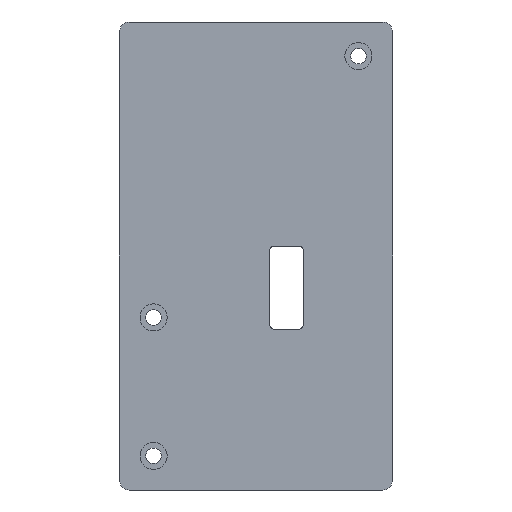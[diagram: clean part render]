
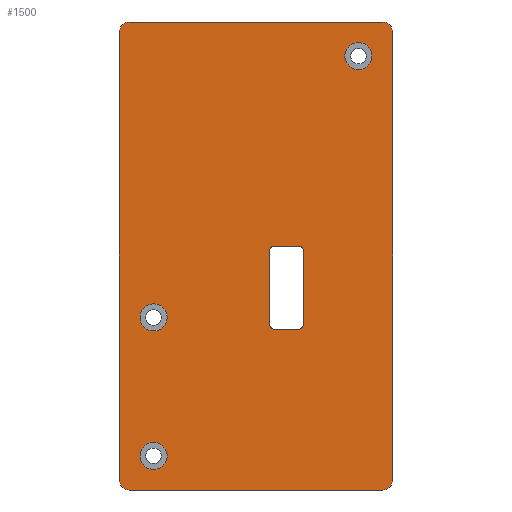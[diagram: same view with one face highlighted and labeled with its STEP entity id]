
A CAD part, front view. The second image highlights one B-rep face of the part: STEP entity #1500.
In plain terms, the highlighted planar face has unit normal (0, -1, 0).
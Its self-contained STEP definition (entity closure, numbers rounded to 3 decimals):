
#25=FACE_BOUND('',#310,.T.);
#26=FACE_BOUND('',#311,.T.);
#27=FACE_BOUND('',#312,.T.);
#28=FACE_BOUND('',#313,.T.);
#107=CIRCLE('',#1593,1.);
#109=CIRCLE('',#1597,1.);
#111=CIRCLE('',#1601,1.);
#113=CIRCLE('',#1605,1.);
#119=CIRCLE('',#1622,2.);
#120=CIRCLE('',#1625,2.);
#125=CIRCLE('',#1639,2.);
#126=CIRCLE('',#1642,2.);
#129=CIRCLE('',#1647,2.775);
#133=CIRCLE('',#1654,2.775);
#137=CIRCLE('',#1661,2.775);
#219=FACE_OUTER_BOUND('',#309,.T.);
#309=EDGE_LOOP('',(#1359,#1360,#1361,#1362,#1363,#1364,#1365,#1366));
#310=EDGE_LOOP('',(#1367,#1368,#1369,#1370,#1371,#1372,#1373,#1374));
#311=EDGE_LOOP('',(#1375));
#312=EDGE_LOOP('',(#1376));
#313=EDGE_LOOP('',(#1377));
#401=LINE('',#2388,#541);
#405=LINE('',#2400,#545);
#409=LINE('',#2412,#549);
#411=LINE('',#2420,#551);
#427=LINE('',#2464,#567);
#443=LINE('',#2507,#583);
#452=LINE('',#2553,#592);
#453=LINE('',#2555,#593);
#541=VECTOR('',#1917,10.);
#545=VECTOR('',#1929,10.);
#549=VECTOR('',#1941,10.);
#551=VECTOR('',#1951,10.);
#567=VECTOR('',#2001,10.);
#583=VECTOR('',#2051,10.);
#592=VECTOR('',#2108,10.);
#593=VECTOR('',#2111,10.);
#688=VERTEX_POINT('',#2378);
#689=VERTEX_POINT('',#2380);
#691=VERTEX_POINT('',#2386);
#693=VERTEX_POINT('',#2392);
#695=VERTEX_POINT('',#2398);
#697=VERTEX_POINT('',#2404);
#699=VERTEX_POINT('',#2410);
#701=VERTEX_POINT('',#2416);
#710=VERTEX_POINT('',#2457);
#711=VERTEX_POINT('',#2459);
#712=VERTEX_POINT('',#2463);
#713=VERTEX_POINT('',#2467);
#720=VERTEX_POINT('',#2500);
#721=VERTEX_POINT('',#2502);
#722=VERTEX_POINT('',#2506);
#723=VERTEX_POINT('',#2510);
#726=VERTEX_POINT('',#2519);
#730=VERTEX_POINT('',#2532);
#734=VERTEX_POINT('',#2545);
#862=EDGE_CURVE('',#688,#689,#107,.T.);
#866=EDGE_CURVE('',#688,#691,#401,.T.);
#869=EDGE_CURVE('',#693,#691,#109,.T.);
#872=EDGE_CURVE('',#693,#695,#405,.T.);
#875=EDGE_CURVE('',#697,#695,#111,.T.);
#878=EDGE_CURVE('',#697,#699,#409,.T.);
#881=EDGE_CURVE('',#701,#699,#113,.T.);
#882=EDGE_CURVE('',#701,#689,#411,.T.);
#902=EDGE_CURVE('',#710,#711,#119,.T.);
#904=EDGE_CURVE('',#711,#712,#427,.T.);
#906=EDGE_CURVE('',#712,#713,#120,.T.);
#924=EDGE_CURVE('',#720,#721,#125,.T.);
#926=EDGE_CURVE('',#721,#722,#443,.T.);
#928=EDGE_CURVE('',#722,#723,#126,.T.);
#932=EDGE_CURVE('',#726,#726,#129,.T.);
#938=EDGE_CURVE('',#730,#730,#133,.T.);
#944=EDGE_CURVE('',#734,#734,#137,.T.);
#948=EDGE_CURVE('',#713,#720,#452,.T.);
#949=EDGE_CURVE('',#723,#710,#453,.T.);
#1359=ORIENTED_EDGE('',*,*,#902,.F.);
#1360=ORIENTED_EDGE('',*,*,#949,.F.);
#1361=ORIENTED_EDGE('',*,*,#928,.F.);
#1362=ORIENTED_EDGE('',*,*,#926,.F.);
#1363=ORIENTED_EDGE('',*,*,#924,.F.);
#1364=ORIENTED_EDGE('',*,*,#948,.F.);
#1365=ORIENTED_EDGE('',*,*,#906,.F.);
#1366=ORIENTED_EDGE('',*,*,#904,.F.);
#1367=ORIENTED_EDGE('',*,*,#878,.T.);
#1368=ORIENTED_EDGE('',*,*,#881,.F.);
#1369=ORIENTED_EDGE('',*,*,#882,.T.);
#1370=ORIENTED_EDGE('',*,*,#862,.F.);
#1371=ORIENTED_EDGE('',*,*,#866,.T.);
#1372=ORIENTED_EDGE('',*,*,#869,.F.);
#1373=ORIENTED_EDGE('',*,*,#872,.T.);
#1374=ORIENTED_EDGE('',*,*,#875,.F.);
#1375=ORIENTED_EDGE('',*,*,#932,.T.);
#1376=ORIENTED_EDGE('',*,*,#938,.T.);
#1377=ORIENTED_EDGE('',*,*,#944,.T.);
#1420=PLANE('',#1667);
#1500=ADVANCED_FACE('',(#219,#25,#26,#27,#28),#1420,.F.);
#1593=AXIS2_PLACEMENT_3D('',#2381,#1910,#1911);
#1597=AXIS2_PLACEMENT_3D('',#2394,#1923,#1924);
#1601=AXIS2_PLACEMENT_3D('',#2406,#1935,#1936);
#1605=AXIS2_PLACEMENT_3D('',#2418,#1947,#1948);
#1622=AXIS2_PLACEMENT_3D('',#2460,#1996,#1997);
#1625=AXIS2_PLACEMENT_3D('',#2468,#2005,#2006);
#1639=AXIS2_PLACEMENT_3D('',#2503,#2046,#2047);
#1642=AXIS2_PLACEMENT_3D('',#2511,#2055,#2056);
#1647=AXIS2_PLACEMENT_3D('',#2520,#2066,#2067);
#1654=AXIS2_PLACEMENT_3D('',#2533,#2082,#2083);
#1661=AXIS2_PLACEMENT_3D('',#2546,#2098,#2099);
#1667=AXIS2_PLACEMENT_3D('',#2557,#2114,#2115);
#1910=DIRECTION('center_axis',(0.,-1.,0.));
#1911=DIRECTION('ref_axis',(0.707,0.,0.707));
#1917=DIRECTION('',(0.,0.,-1.));
#1923=DIRECTION('center_axis',(0.,-1.,0.));
#1924=DIRECTION('ref_axis',(0.707,0.,-0.707));
#1929=DIRECTION('',(-1.,0.,0.));
#1935=DIRECTION('center_axis',(0.,-1.,0.));
#1936=DIRECTION('ref_axis',(-0.707,0.,-0.707));
#1941=DIRECTION('',(0.,0.,1.));
#1947=DIRECTION('center_axis',(0.,-1.,0.));
#1948=DIRECTION('ref_axis',(-0.707,0.,0.707));
#1951=DIRECTION('',(1.,0.,0.));
#1996=DIRECTION('center_axis',(0.,1.,0.));
#1997=DIRECTION('ref_axis',(0.707,0.,-0.707));
#2001=DIRECTION('',(-1.,0.,0.));
#2005=DIRECTION('center_axis',(0.,1.,0.));
#2006=DIRECTION('ref_axis',(-0.707,0.,-0.707));
#2046=DIRECTION('center_axis',(0.,1.,0.));
#2047=DIRECTION('ref_axis',(-0.707,0.,0.707));
#2051=DIRECTION('',(1.,0.,0.));
#2055=DIRECTION('center_axis',(0.,1.,0.));
#2056=DIRECTION('ref_axis',(0.707,0.,0.707));
#2066=DIRECTION('center_axis',(0.,1.,0.));
#2067=DIRECTION('ref_axis',(0.,0.,-1.));
#2082=DIRECTION('center_axis',(0.,1.,0.));
#2083=DIRECTION('ref_axis',(0.,0.,-1.));
#2098=DIRECTION('center_axis',(0.,1.,0.));
#2099=DIRECTION('ref_axis',(0.,0.,-1.));
#2108=DIRECTION('',(0.,0.,1.));
#2111=DIRECTION('',(0.,0.,-1.));
#2114=DIRECTION('center_axis',(0.,1.,0.));
#2115=DIRECTION('ref_axis',(1.,0.,0.));
#2378=CARTESIAN_POINT('',(9.75,0.,1.));
#2380=CARTESIAN_POINT('',(8.75,0.,2.));
#2381=CARTESIAN_POINT('Origin',(8.75,0.,1.));
#2386=CARTESIAN_POINT('',(9.75,0.,-14.));
#2388=CARTESIAN_POINT('',(9.75,0.,-7.5));
#2392=CARTESIAN_POINT('',(8.75,0.,-15.));
#2394=CARTESIAN_POINT('Origin',(8.75,0.,-14.));
#2398=CARTESIAN_POINT('',(3.75,0.,-15.));
#2400=CARTESIAN_POINT('',(1.375,0.,-15.));
#2404=CARTESIAN_POINT('',(2.75,0.,-14.));
#2406=CARTESIAN_POINT('Origin',(3.75,0.,-14.));
#2410=CARTESIAN_POINT('',(2.75,0.,1.));
#2412=CARTESIAN_POINT('',(2.75,0.,1.));
#2416=CARTESIAN_POINT('',(3.75,0.,2.));
#2418=CARTESIAN_POINT('Origin',(3.75,0.,1.));
#2420=CARTESIAN_POINT('',(4.875,0.,2.));
#2457=CARTESIAN_POINT('',(28.,0.,-46.));
#2459=CARTESIAN_POINT('',(26.,0.,-48.));
#2460=CARTESIAN_POINT('Origin',(26.,0.,-46.));
#2463=CARTESIAN_POINT('',(-26.,0.,-48.));
#2464=CARTESIAN_POINT('',(28.,0.,-48.));
#2467=CARTESIAN_POINT('',(-28.,0.,-46.));
#2468=CARTESIAN_POINT('Origin',(-26.,0.,-46.));
#2500=CARTESIAN_POINT('',(-28.,0.,46.));
#2502=CARTESIAN_POINT('',(-26.,0.,48.));
#2503=CARTESIAN_POINT('Origin',(-26.,0.,46.));
#2506=CARTESIAN_POINT('',(26.,0.,48.));
#2507=CARTESIAN_POINT('',(-28.,0.,48.));
#2510=CARTESIAN_POINT('',(28.,0.,46.));
#2511=CARTESIAN_POINT('Origin',(26.,0.,46.));
#2519=CARTESIAN_POINT('',(-21.,0.,-9.825));
#2520=CARTESIAN_POINT('Origin',(-21.,0.,-12.6));
#2532=CARTESIAN_POINT('',(-21.,0.,-38.225));
#2533=CARTESIAN_POINT('Origin',(-21.,0.,-41.));
#2545=CARTESIAN_POINT('',(21.,0.,43.775));
#2546=CARTESIAN_POINT('Origin',(21.,0.,41.));
#2553=CARTESIAN_POINT('',(-28.,0.,-48.));
#2555=CARTESIAN_POINT('',(28.,0.,48.));
#2557=CARTESIAN_POINT('Origin',(0.,0.,0.));
